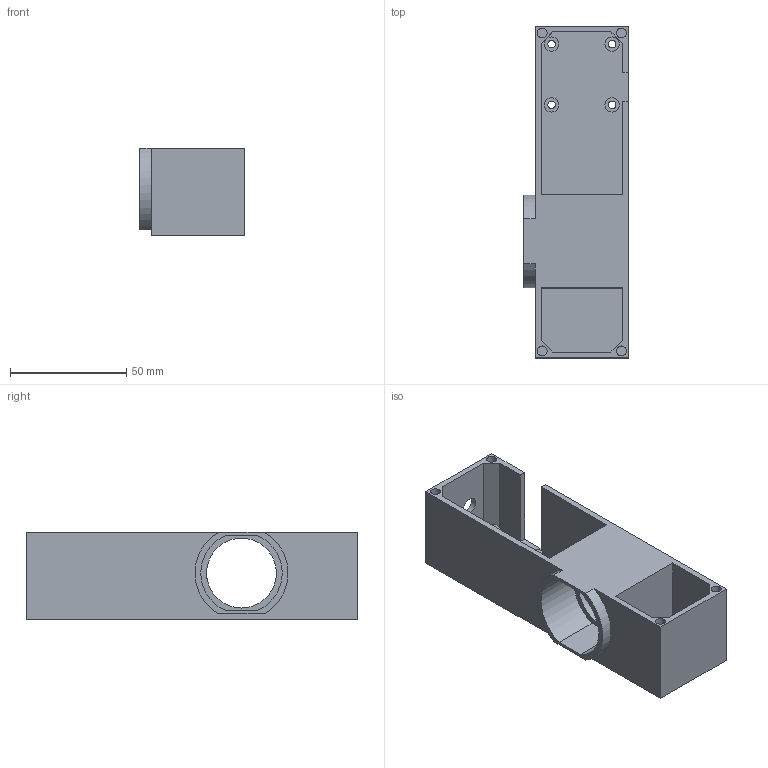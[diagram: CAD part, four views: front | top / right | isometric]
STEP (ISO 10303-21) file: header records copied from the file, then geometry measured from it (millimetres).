
FILE_DESCRIPTION(/* description */ (''),/* implementation_level */ '2;1');
FILE_NAME(/* name */ 'LED module - Electronic box part1 v2.step',/* time_stamp */ '2019-03-03T01:46:31+01:00',/* author */ ('emytass'),/* organization */ (''),/* preprocessor_version */ 'ST-DEVELOPER v17.2',/* originating_system */ 'Autodesk Translation Framework v7.6.0.251',/* authorisation */ '');
FILE_SCHEMA (('AUTOMOTIVE_DESIGN { 1 0 10303 214 3 1 1 }'));
Length unit declared in the file: millimetre
Products named in the file (1): LED module - Electronic box part1
Bounding box: 45 x 142.5 x 37.5 mm (x, y, z)
Volume: 63993.7 mm3; surface area: 40264.1 mm2
Topology: 1 solids, 1 shells, 55 faces, 133 edges, 89 vertices
Faces by surface type: plane 36, cylinder 19
Full cylindrical faces by diameter (mm): 3.2 x4, 4.2 x4, 6.2 x4, 7.5 x1, 30 x1
Entity records: 1697 total; most frequent: CARTESIAN_POINT 295, DIRECTION 283, ORIENTED_EDGE 266, EDGE_CURVE 133, AXIS2_PLACEMENT_3D 95, LINE 93, VECTOR 93, VERTEX_POINT 89
